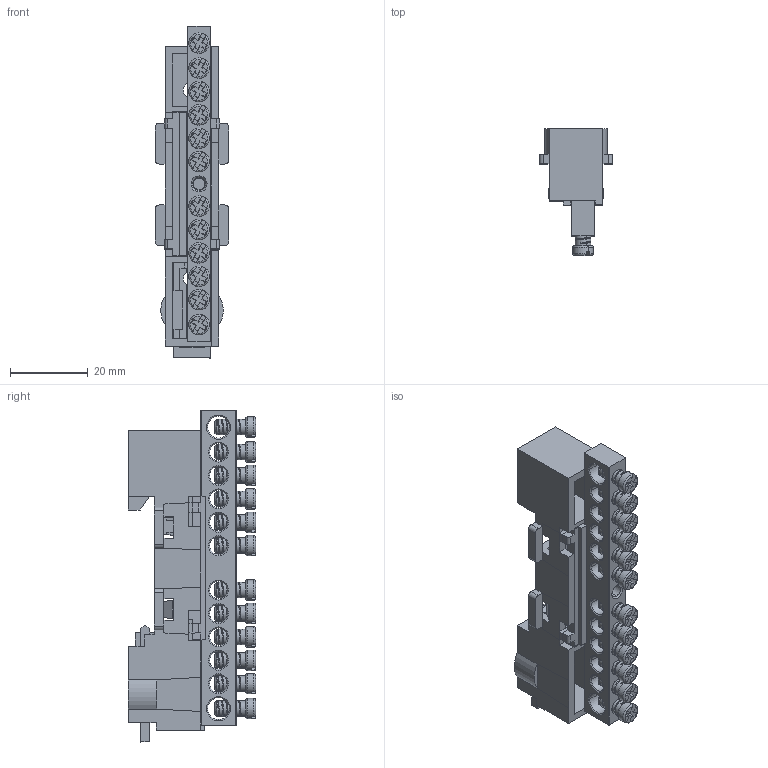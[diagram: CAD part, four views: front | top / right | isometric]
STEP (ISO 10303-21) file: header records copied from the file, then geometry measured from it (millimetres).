
FILE_DESCRIPTION (( 'STEP AP214' ), '1' );
FILE_NAME ('KSN-8 6õ9-12.STEP', '2023-11-17T11:49:03', ( '' ), ( '' ), 'SwSTEP 2.0', 'SolidWorks 2022', '' );
FILE_SCHEMA (( 'AUTOMOTIVE_DESIGN' ));
Length unit declared in the file: millimetre
Products named in the file (8): UHBT-4-6x9.12.00; UHBT-4-6x9.12.01; Подставка универсалM1_Каталог_2016_63А; SHBT-01.01 6х9; KSN-8 6х9-12; Винт М4х8; Винт М4х8 rezba; защелка UH_каталог
Assembly tree (18 placements, depth 3):
  KSN-8 6х9-12
    Подставка универсалM1_Каталог_2016_63А
    SHBT-01.01 6х9
    защелка UH_каталог
    Винт М4х8
    UHBT-4-6x9.12.00
      UHBT-4-6x9.12.01
      Винт М4х8 rezba  x12
Bounding box: 18.8 x 32.6 x 85.15 mm (x, y, z)
Volume: 13275.8 mm3; surface area: 16452.5 mm2
Topology: 17 solids, 17 shells, 1031 faces, 2852 edges, 1838 vertices
Faces by surface type: plane 531, cylinder 316, cone 108, torus 52, bspline 24
Entity records: 19321 total; most frequent: CARTESIAN_POINT 4632, ORIENTED_EDGE 3020, DIRECTION 2771, EDGE_CURVE 1510, LINE 1083, VECTOR 1083, VERTEX_POINT 958, AXIS2_PLACEMENT_3D 844
